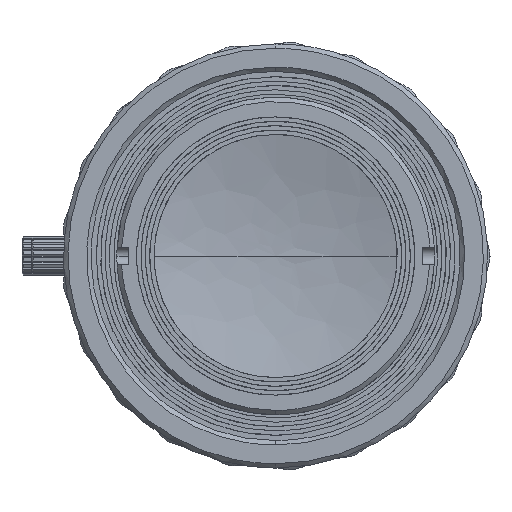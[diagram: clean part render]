
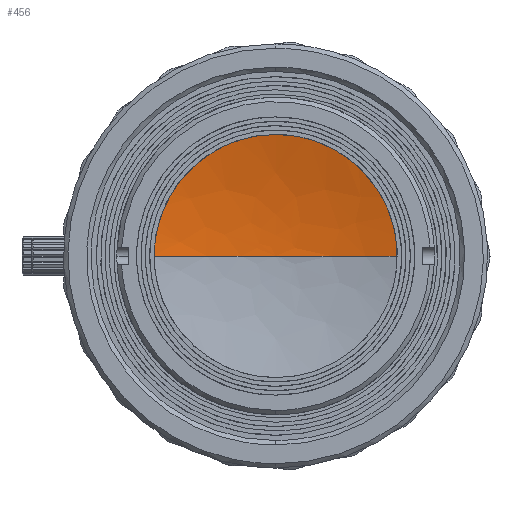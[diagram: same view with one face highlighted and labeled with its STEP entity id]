
A CAD part, left-side view. The second image highlights one B-rep face of the part: STEP entity #456.
In plain terms, the highlighted free-form (B-spline) face has degree [3, 3] with [4, 4] control points.
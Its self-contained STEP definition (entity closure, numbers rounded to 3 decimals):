
#456 = ADVANCED_FACE ( 'NONE', ( #60470 ), #75359, .T. ) ;
#911 = CARTESIAN_POINT ( 'NONE',  ( 6.249, 9.417, 14.125 ) ) ;
#3376 = VERTEX_POINT ( 'NONE', #50965 ) ;
#3410 = EDGE_CURVE ( 'NONE', #81115, #82179, #17215, .T. ) ;
#7042 = ORIENTED_EDGE ( 'NONE', *, *, #77111, .T. ) ;
#10669 = CARTESIAN_POINT ( 'NONE',  ( 7.44, 9.504, 19.009 ) ) ;
#11690 =( BOUNDED_CURVE ( )  B_SPLINE_CURVE ( 3, ( #49504, #62923, #75055, #30037 ),
 .UNSPECIFIED., .F., .F. ) 
 B_SPLINE_CURVE_WITH_KNOTS ( ( 4, 4 ),
 ( 0., 1.571 ),
 .UNSPECIFIED. ) 
 CURVE ( )  GEOMETRIC_REPRESENTATION_ITEM ( )  RATIONAL_B_SPLINE_CURVE ( ( 1., 0.995, 0.994, 1. ) ) 
 REPRESENTATION_ITEM ( '' )  );
#13736 = CARTESIAN_POINT ( 'NONE',  ( 6.249, 0., 14.125 ) ) ;
#16899 = CARTESIAN_POINT ( 'NONE',  ( 6.249, -14.125, 0. ) ) ;
#17215 =( BOUNDED_CURVE ( )  B_SPLINE_CURVE ( 3, ( #47184, #911, #73169, #47607 ),
 .UNSPECIFIED., .F., .F. ) 
 B_SPLINE_CURVE_WITH_KNOTS ( ( 4, 4 ),
 ( 0., 1. ),
 .UNSPECIFIED. ) 
 CURVE ( )  GEOMETRIC_REPRESENTATION_ITEM ( )  RATIONAL_B_SPLINE_CURVE ( ( 0.5, 0.5, 0.666, 1. ) ) 
 REPRESENTATION_ITEM ( '' )  );
#17402 = CARTESIAN_POINT ( 'NONE',  ( 6.249, 14.125, 0. ) ) ;
#17560 = CARTESIAN_POINT ( 'NONE',  ( 7.44, -9.504, 0. ) ) ;
#23214 = CARTESIAN_POINT ( 'NONE',  ( 8.04, 0., 0. ) ) ;
#26218 = EDGE_LOOP ( 'NONE', ( #7042, #45983, #85145, #45892 ) ) ;
#27358 =( BOUNDED_CURVE ( )  B_SPLINE_CURVE ( 3, ( #51506, #52370, #52792, #77908 ),
 .UNSPECIFIED., .F., .F. ) 
 B_SPLINE_CURVE_WITH_KNOTS ( ( 4, 4 ),
 ( 0.02, 1. ),
 .UNSPECIFIED. ) 
 CURVE ( )  GEOMETRIC_REPRESENTATION_ITEM ( )  RATIONAL_B_SPLINE_CURVE ( ( 1., 0.994, 0.995, 1. ) ) 
 REPRESENTATION_ITEM ( '' )  );
#29212 = CARTESIAN_POINT ( 'NONE',  ( 6.249, 0., 14.125 ) ) ;
#29284 = CARTESIAN_POINT ( 'NONE',  ( 7.44, -9.504, 19.009 ) ) ;
#29706 = CARTESIAN_POINT ( 'NONE',  ( 8.04, 0., 0. ) ) ;
#30037 = CARTESIAN_POINT ( 'NONE',  ( 6.249, -14.125, 0. ) ) ;
#35691 = VERTEX_POINT ( 'NONE', #16899 ) ;
#35796 = CARTESIAN_POINT ( 'NONE',  ( 8.04, 4.771, 0. ) ) ;
#40985 = CARTESIAN_POINT ( 'NONE',  ( 7.44, 9.504, 0. ) ) ;
#42611 = EDGE_CURVE ( 'NONE', #3376, #35691, #11690, .T. ) ;
#43527 = CARTESIAN_POINT ( 'NONE',  ( 8.04, -4.771, 0. ) ) ;
#45892 = ORIENTED_EDGE ( 'NONE', *, *, #42611, .T. ) ;
#45983 = ORIENTED_EDGE ( 'NONE', *, *, #3410, .T. ) ;
#47184 = CARTESIAN_POINT ( 'NONE',  ( 6.249, 0., 14.125 ) ) ;
#47474 = CARTESIAN_POINT ( 'NONE',  ( 6.249, -14.125, 28.25 ) ) ;
#47607 = CARTESIAN_POINT ( 'NONE',  ( 6.249, 14.125, 0. ) ) ;
#49504 = CARTESIAN_POINT ( 'NONE',  ( 8.04, 0., 0. ) ) ;
#50965 = CARTESIAN_POINT ( 'NONE',  ( 8.04, 0., 0. ) ) ;
#51506 = CARTESIAN_POINT ( 'NONE',  ( 6.249, 14.125, 0. ) ) ;
#52370 = CARTESIAN_POINT ( 'NONE',  ( 7.44, 9.504, 0. ) ) ;
#52792 = CARTESIAN_POINT ( 'NONE',  ( 8.04, 4.771, 0. ) ) ;
#53983 = CARTESIAN_POINT ( 'NONE',  ( 6.249, 14.125, 0. ) ) ;
#54642 = EDGE_CURVE ( 'NONE', #82179, #3376, #27358, .T. ) ;
#60470 = FACE_OUTER_BOUND ( 'NONE', #26218, .T. ) ;
#62113 = CARTESIAN_POINT ( 'NONE',  ( 6.249, -9.417, 14.125 ) ) ;
#62923 = CARTESIAN_POINT ( 'NONE',  ( 8.04, -4.771, 0. ) ) ;
#63010 = CARTESIAN_POINT ( 'NONE',  ( 8.04, -4.771, 9.542 ) ) ;
#68675 = CARTESIAN_POINT ( 'NONE',  ( 8.04, 4.771, 9.542 ) ) ;
#69508 = CARTESIAN_POINT ( 'NONE',  ( 8.04, 0., 0. ) ) ;
#73169 = CARTESIAN_POINT ( 'NONE',  ( 6.249, 14.125, 7.063 ) ) ;
#73884 = CARTESIAN_POINT ( 'NONE',  ( 6.249, -14.125, 0. ) ) ;
#75055 = CARTESIAN_POINT ( 'NONE',  ( 7.44, -9.504, 0. ) ) ;
#75359 =( BOUNDED_SURFACE ( )  B_SPLINE_SURFACE ( 3, 3, ( 
 ( #53983, #80362, #47474, #73884 ),
 ( #40985, #10669, #29284, #17560 ),
 ( #35796, #68675, #63010, #43527 ),
 ( #69508, #82901, #29706, #23214 ) ),
 .UNSPECIFIED., .F., .F., .F. ) 
 B_SPLINE_SURFACE_WITH_KNOTS ( ( 4, 4 ),
 ( 4, 4 ),
 ( 0.02, 1. ),
 ( 0., 1. ),
 .UNSPECIFIED. ) 
 GEOMETRIC_REPRESENTATION_ITEM ( )  RATIONAL_B_SPLINE_SURFACE ( (
 ( 1., 0.333, 0.333, 1.),
 ( 0.994, 0.331, 0.331, 0.994),
 ( 0.995, 0.332, 0.332, 0.995),
 ( 1., 0.333, 0.333, 1.) ) ) 
 REPRESENTATION_ITEM ( '' )  SURFACE ( )  );
#75868 =( BOUNDED_CURVE ( )  B_SPLINE_CURVE ( 3, ( #75942, #82829, #62113, #29212 ),
 .UNSPECIFIED., .F., .F. ) 
 B_SPLINE_CURVE_WITH_KNOTS ( ( 4, 4 ),
 ( 0., 1.571 ),
 .UNSPECIFIED. ) 
 CURVE ( )  GEOMETRIC_REPRESENTATION_ITEM ( )  RATIONAL_B_SPLINE_CURVE ( ( 1., 0.666, 0.5, 0.5 ) ) 
 REPRESENTATION_ITEM ( '' )  );
#75942 = CARTESIAN_POINT ( 'NONE',  ( 6.249, -14.125, 0. ) ) ;
#77111 = EDGE_CURVE ( 'NONE', #35691, #81115, #75868, .T. ) ;
#77908 = CARTESIAN_POINT ( 'NONE',  ( 8.04, 0., 0. ) ) ;
#80362 = CARTESIAN_POINT ( 'NONE',  ( 6.249, 14.125, 28.25 ) ) ;
#81115 = VERTEX_POINT ( 'NONE', #13736 ) ;
#82179 = VERTEX_POINT ( 'NONE', #17402 ) ;
#82829 = CARTESIAN_POINT ( 'NONE',  ( 6.249, -14.125, 7.063 ) ) ;
#82901 = CARTESIAN_POINT ( 'NONE',  ( 8.04, 0., 0. ) ) ;
#85145 = ORIENTED_EDGE ( 'NONE', *, *, #54642, .T. ) ;
